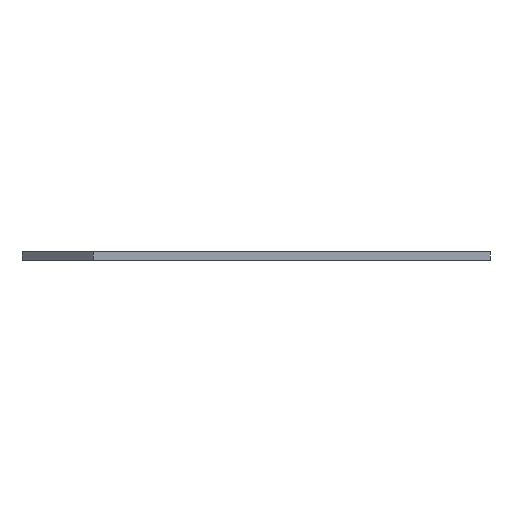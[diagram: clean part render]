
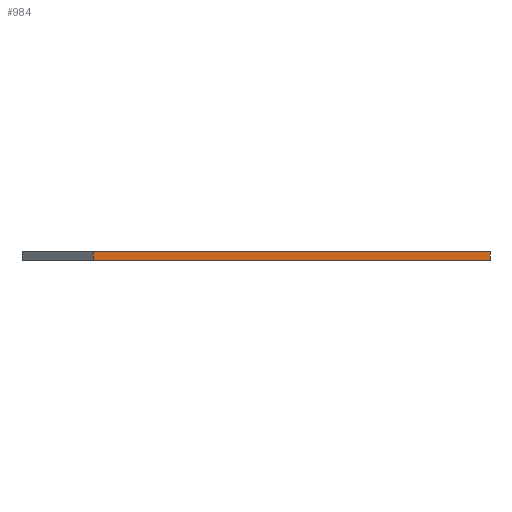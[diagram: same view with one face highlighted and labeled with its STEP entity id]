
A CAD part, front view. The second image highlights one B-rep face of the part: STEP entity #984.
In plain terms, the highlighted planar face has unit normal (0.001, -1, 0).
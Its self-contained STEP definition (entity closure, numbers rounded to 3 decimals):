
#112 = VERTEX_POINT('',#113);
#113 = CARTESIAN_POINT('',(192.301,-140.36,1.51));
#119 = EDGE_CURVE('',#120,#112,#122,.T.);
#120 = VERTEX_POINT('',#121);
#121 = CARTESIAN_POINT('',(192.301,-140.36,0.));
#122 = LINE('',#123,#124);
#123 = CARTESIAN_POINT('',(192.301,-140.36,0.));
#124 = VECTOR('',#125,1.);
#125 = DIRECTION('',(0.,0.,1.));
#160 = VERTEX_POINT('',#161);
#161 = CARTESIAN_POINT('',(122.883,-140.411,0.));
#167 = EDGE_CURVE('',#120,#160,#168,.T.);
#168 = LINE('',#169,#170);
#169 = CARTESIAN_POINT('',(192.301,-140.36,0.));
#170 = VECTOR('',#171,1.);
#171 = DIRECTION('',(-1.,-0.001,0.));
#575 = VERTEX_POINT('',#576);
#576 = CARTESIAN_POINT('',(122.883,-140.411,1.51));
#582 = EDGE_CURVE('',#112,#575,#583,.T.);
#583 = LINE('',#584,#585);
#584 = CARTESIAN_POINT('',(192.301,-140.36,1.51));
#585 = VECTOR('',#586,1.);
#586 = DIRECTION('',(-1.,-0.001,0.));
#984 = ADVANCED_FACE('',(#985),#996,.T.);
#985 = FACE_BOUND('',#986,.T.);
#986 = EDGE_LOOP('',(#987,#988,#989,#995));
#987 = ORIENTED_EDGE('',*,*,#119,.T.);
#988 = ORIENTED_EDGE('',*,*,#582,.T.);
#989 = ORIENTED_EDGE('',*,*,#990,.F.);
#990 = EDGE_CURVE('',#160,#575,#991,.T.);
#991 = LINE('',#992,#993);
#992 = CARTESIAN_POINT('',(122.883,-140.411,0.));
#993 = VECTOR('',#994,1.);
#994 = DIRECTION('',(0.,0.,1.));
#995 = ORIENTED_EDGE('',*,*,#167,.F.);
#996 = PLANE('',#997);
#997 = AXIS2_PLACEMENT_3D('',#998,#999,#1000);
#998 = CARTESIAN_POINT('',(192.301,-140.36,0.));
#999 = DIRECTION('',(0.001,-1.,0.));
#1000 = DIRECTION('',(-1.,-0.001,0.));
